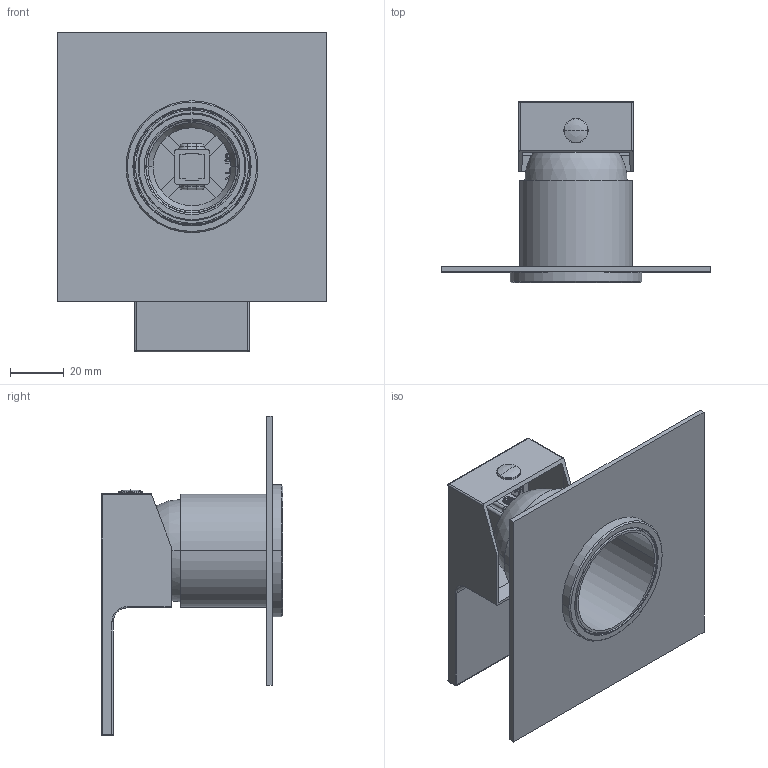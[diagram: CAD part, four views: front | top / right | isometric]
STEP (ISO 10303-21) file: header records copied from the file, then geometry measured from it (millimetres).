
FILE_DESCRIPTION((''),'2;1');
FILE_NAME('AQDR604E001','2022-09-01T17:23:28',('Michela Ferrini'),(''),'CREO PARAMETRIC BY PTC INC, 2020281','CREO PARAMETRIC BY PTC INC, 2020281','');
FILE_SCHEMA(('CONFIG_CONTROL_DESIGN'));
Length unit declared in the file: millimetre
Products named in the file (8): SINMAC0008; SCCMAC0005; AQDR005C002; SPLMAC0001; AOTT604C001; AOTT608C002; AOTT604W001; AQDR604E001
Assembly tree (7 placements, depth 3):
  AQDR604E001
    SINMAC0008
    SCCMAC0005
    AQDR005C002
    SPLMAC0001
    AOTT604W001
      AOTT604C001
      AOTT608C002
Bounding box: 100 x 67.5 x 118.75 mm (x, y, z)
Volume: 44698.8 mm3; surface area: 51315.8 mm2
Topology: 6 solids, 7 shells, 280 faces, 701 edges, 440 vertices
Faces by surface type: plane 111, cylinder 79, torus 22, cone 19, bspline 18, sphere 16, extrusion 15
Entity records: 10441 total; most frequent: CARTESIAN_POINT 3680, ORIENTED_EDGE 1372, DIRECTION 1355, EDGE_CURVE 688, AXIS2_PLACEMENT_3D 489, VERTEX_POINT 430, VECTOR 377, LINE 362
